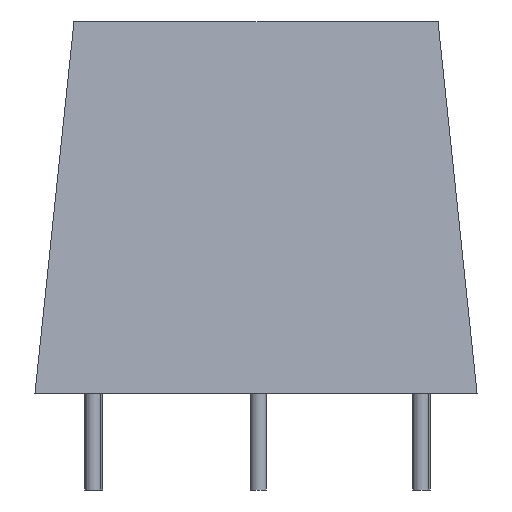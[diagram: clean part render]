
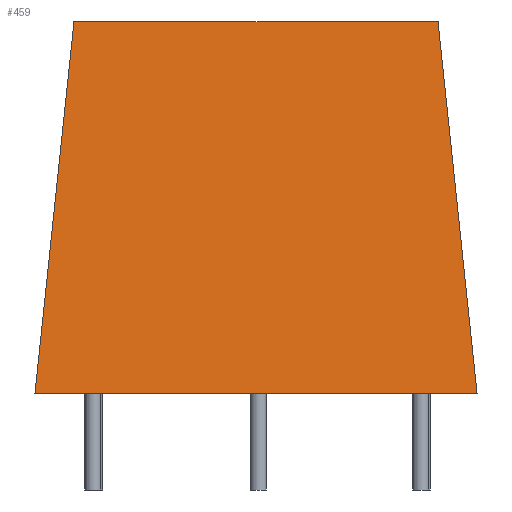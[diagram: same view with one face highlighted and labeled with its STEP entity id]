
A CAD part, left-side view. The second image highlights one B-rep face of the part: STEP entity #459.
In plain terms, the highlighted free-form (B-spline) face has degree [1, 1] with [2, 2] control points.
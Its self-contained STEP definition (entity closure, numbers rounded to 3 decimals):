
#22 = VERTEX_POINT('',#23);
#23 = CARTESIAN_POINT('',(-3.3,3.5,0.));
#32 = B_SPLINE_SURFACE_WITH_KNOTS('',1,1,(
    (#33,#34)
    ,(#35,#36)),.UNSPECIFIED.,.F.,.F.,.F.,(2,2),(2,2),(0.,52.5),(0.,1.),
  .PIECEWISE_BEZIER_KNOTS.);
#33 = CARTESIAN_POINT('',(-3.3,3.5,0.));
#34 = CARTESIAN_POINT('',(-0.883,1.083,23.));
#35 = CARTESIAN_POINT('',(49.2,3.5,0.));
#36 = CARTESIAN_POINT('',(46.783,1.083,23.));
#44 = PLANE('',#45);
#45 = AXIS2_PLACEMENT_3D('',#46,#47,#48);
#46 = CARTESIAN_POINT('',(-3.3,3.5,0.));
#47 = DIRECTION('',(0.,0.,1.));
#48 = DIRECTION('',(0.887,-0.463,0.)
  );
#84 = VERTEX_POINT('',#85);
#85 = CARTESIAN_POINT('',(-0.883,1.083,23.));
#98 = PLANE('',#99);
#99 = AXIS2_PLACEMENT_3D('',#100,#101,#102);
#100 = CARTESIAN_POINT('',(-0.883,1.083,23.));
#101 = DIRECTION('',(0.,0.,1.));
#102 = DIRECTION('',(0.904,-0.428,0.)
  );
#110 = EDGE_CURVE('',#22,#84,#111,.T.);
#111 = SURFACE_CURVE('',#112,(#115,#122),.PCURVE_S1.);
#112 = B_SPLINE_CURVE_WITH_KNOTS('',1,(#113,#114),.UNSPECIFIED.,.F.,.F.,
  (2,2),(0.,1.),.PIECEWISE_BEZIER_KNOTS.);
#113 = CARTESIAN_POINT('',(-3.3,3.5,0.));
#114 = CARTESIAN_POINT('',(-0.883,1.083,23.));
#115 = PCURVE('',#32,#116);
#116 = DEFINITIONAL_REPRESENTATION('',(#117),#121);
#117 = LINE('',#118,#119);
#118 = CARTESIAN_POINT('',(0.,0.));
#119 = VECTOR('',#120,1.);
#120 = DIRECTION('',(0.,1.));
#121 = ( GEOMETRIC_REPRESENTATION_CONTEXT(2) 
PARAMETRIC_REPRESENTATION_CONTEXT() REPRESENTATION_CONTEXT('2D SPACE',''
  ) );
#122 = PCURVE('',#123,#128);
#123 = B_SPLINE_SURFACE_WITH_KNOTS('',1,1,(
    (#124,#125)
    ,(#126,#127
    )),.UNSPECIFIED.,.F.,.F.,.F.,(2,2),(2,2),(0.,27.4),(0.,1.),
  .PIECEWISE_BEZIER_KNOTS.);
#124 = CARTESIAN_POINT('',(-3.3,-23.9,0.));
#125 = CARTESIAN_POINT('',(-0.883,-21.483,23.));
#126 = CARTESIAN_POINT('',(-3.3,3.5,0.));
#127 = CARTESIAN_POINT('',(-0.883,1.083,23.));
#128 = DEFINITIONAL_REPRESENTATION('',(#129),#133);
#129 = LINE('',#130,#131);
#130 = CARTESIAN_POINT('',(27.4,0.));
#131 = VECTOR('',#132,1.);
#132 = DIRECTION('',(0.,1.));
#133 = ( GEOMETRIC_REPRESENTATION_CONTEXT(2) 
PARAMETRIC_REPRESENTATION_CONTEXT() REPRESENTATION_CONTEXT('2D SPACE',''
  ) );
#139 = EDGE_CURVE('',#140,#22,#142,.T.);
#140 = VERTEX_POINT('',#141);
#141 = CARTESIAN_POINT('',(-3.3,-23.9,0.));
#142 = SURFACE_CURVE('',#143,(#147,#154),.PCURVE_S1.);
#143 = LINE('',#144,#145);
#144 = CARTESIAN_POINT('',(-3.3,-23.9,0.));
#145 = VECTOR('',#146,1.);
#146 = DIRECTION('',(0.,1.,0.));
#147 = PCURVE('',#44,#148);
#148 = DEFINITIONAL_REPRESENTATION('',(#149),#153);
#149 = LINE('',#150,#151);
#150 = CARTESIAN_POINT('',(12.677,-24.291));
#151 = VECTOR('',#152,1.);
#152 = DIRECTION('',(-0.463,0.887));
#153 = ( GEOMETRIC_REPRESENTATION_CONTEXT(2) 
PARAMETRIC_REPRESENTATION_CONTEXT() REPRESENTATION_CONTEXT('2D SPACE',''
  ) );
#154 = PCURVE('',#123,#155);
#155 = DEFINITIONAL_REPRESENTATION('',(#156),#160);
#156 = LINE('',#157,#158);
#157 = CARTESIAN_POINT('',(0.,0.));
#158 = VECTOR('',#159,1.);
#159 = DIRECTION('',(1.,0.));
#160 = ( GEOMETRIC_REPRESENTATION_CONTEXT(2) 
PARAMETRIC_REPRESENTATION_CONTEXT() REPRESENTATION_CONTEXT('2D SPACE',''
  ) );
#178 = B_SPLINE_SURFACE_WITH_KNOTS('',1,1,(
    (#179,#180)
    ,(#181,#182
    )),.UNSPECIFIED.,.F.,.F.,.F.,(2,2),(2,2),(0.,52.5),(0.,1.),
  .PIECEWISE_BEZIER_KNOTS.);
#179 = CARTESIAN_POINT('',(49.2,-23.9,0.));
#180 = CARTESIAN_POINT('',(46.783,-21.483,23.));
#181 = CARTESIAN_POINT('',(-3.3,-23.9,0.));
#182 = CARTESIAN_POINT('',(-0.883,-21.483,23.));
#419 = VERTEX_POINT('',#420);
#420 = CARTESIAN_POINT('',(-0.883,-21.483,23.));
#440 = EDGE_CURVE('',#419,#84,#441,.T.);
#441 = SURFACE_CURVE('',#442,(#446,#453),.PCURVE_S1.);
#442 = LINE('',#443,#444);
#443 = CARTESIAN_POINT('',(-0.883,-23.9,23.));
#444 = VECTOR('',#445,1.);
#445 = DIRECTION('',(0.,1.,0.));
#446 = PCURVE('',#98,#447);
#447 = DEFINITIONAL_REPRESENTATION('',(#448),#452);
#448 = LINE('',#449,#450);
#449 = CARTESIAN_POINT('',(10.69,-22.58));
#450 = VECTOR('',#451,1.);
#451 = DIRECTION('',(-0.428,0.904));
#452 = ( GEOMETRIC_REPRESENTATION_CONTEXT(2) 
PARAMETRIC_REPRESENTATION_CONTEXT() REPRESENTATION_CONTEXT('2D SPACE',''
  ) );
#453 = PCURVE('',#123,#454);
#454 = DEFINITIONAL_REPRESENTATION('',(#455),#458);
#455 = B_SPLINE_CURVE_WITH_KNOTS('',1,(#456,#457),.UNSPECIFIED.,.F.,.F.,
  (2,2),(2.417,24.983),.PIECEWISE_BEZIER_KNOTS.);
#456 = CARTESIAN_POINT('',(0.,1.));
#457 = CARTESIAN_POINT('',(27.4,1.));
#458 = ( GEOMETRIC_REPRESENTATION_CONTEXT(2) 
PARAMETRIC_REPRESENTATION_CONTEXT() REPRESENTATION_CONTEXT('2D SPACE',''
  ) );
#459 = ADVANCED_FACE('',(#460),#123,.F.);
#460 = FACE_BOUND('',#461,.F.);
#461 = EDGE_LOOP('',(#462,#463,#464,#465));
#462 = ORIENTED_EDGE('',*,*,#139,.T.);
#463 = ORIENTED_EDGE('',*,*,#110,.T.);
#464 = ORIENTED_EDGE('',*,*,#440,.F.);
#465 = ORIENTED_EDGE('',*,*,#466,.F.);
#466 = EDGE_CURVE('',#140,#419,#467,.T.);
#467 = SURFACE_CURVE('',#468,(#471,#478),.PCURVE_S1.);
#468 = B_SPLINE_CURVE_WITH_KNOTS('',1,(#469,#470),.UNSPECIFIED.,.F.,.F.,
  (2,2),(0.,1.),.PIECEWISE_BEZIER_KNOTS.);
#469 = CARTESIAN_POINT('',(-3.3,-23.9,0.));
#470 = CARTESIAN_POINT('',(-0.883,-21.483,23.));
#471 = PCURVE('',#123,#472);
#472 = DEFINITIONAL_REPRESENTATION('',(#473),#477);
#473 = LINE('',#474,#475);
#474 = CARTESIAN_POINT('',(0.,0.));
#475 = VECTOR('',#476,1.);
#476 = DIRECTION('',(0.,1.));
#477 = ( GEOMETRIC_REPRESENTATION_CONTEXT(2) 
PARAMETRIC_REPRESENTATION_CONTEXT() REPRESENTATION_CONTEXT('2D SPACE',''
  ) );
#478 = PCURVE('',#178,#479);
#479 = DEFINITIONAL_REPRESENTATION('',(#480),#484);
#480 = LINE('',#481,#482);
#481 = CARTESIAN_POINT('',(52.5,0.));
#482 = VECTOR('',#483,1.);
#483 = DIRECTION('',(0.,1.));
#484 = ( GEOMETRIC_REPRESENTATION_CONTEXT(2) 
PARAMETRIC_REPRESENTATION_CONTEXT() REPRESENTATION_CONTEXT('2D SPACE',''
  ) );
